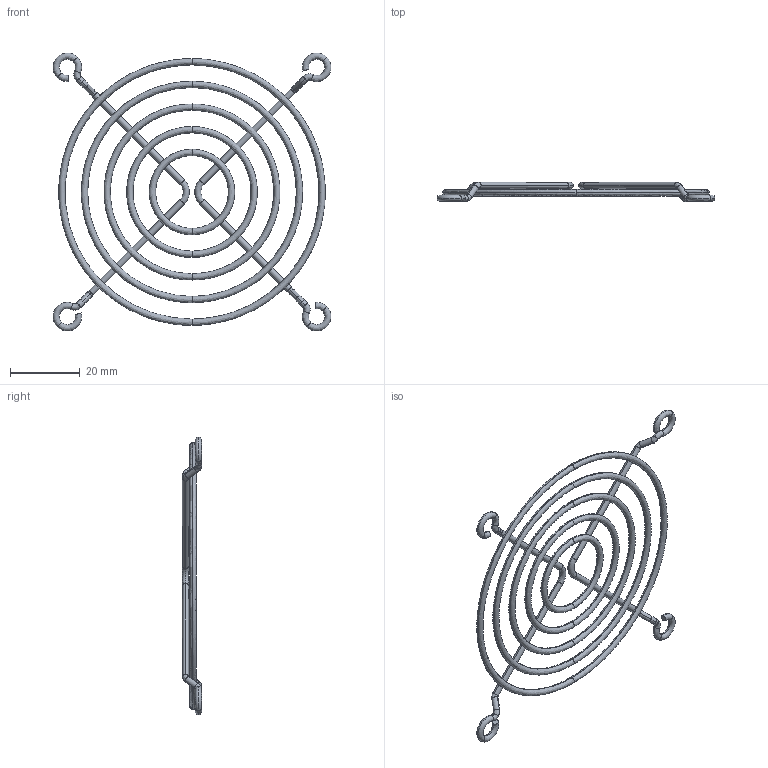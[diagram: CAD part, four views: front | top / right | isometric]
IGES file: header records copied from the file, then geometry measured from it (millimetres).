
Start section: SolidWorks IGES file using analytic representation for surfaces
Global section: file name: sc80_w2.IGS; native system: SolidWorks 2007; preprocessor: SolidWorks 2007; author: umeshp; date: 101005.181251; units: millimetre
Bounding box: 79.67 x 5.5 x 79.67 mm (x, y, z)
Surface area: 5823 mm2 (no closed solid volume)
Topology: 0 solids, 0 shells, 92 faces, 512 edges, 512 vertices
Faces by surface type: bspline 72, revolution 20
